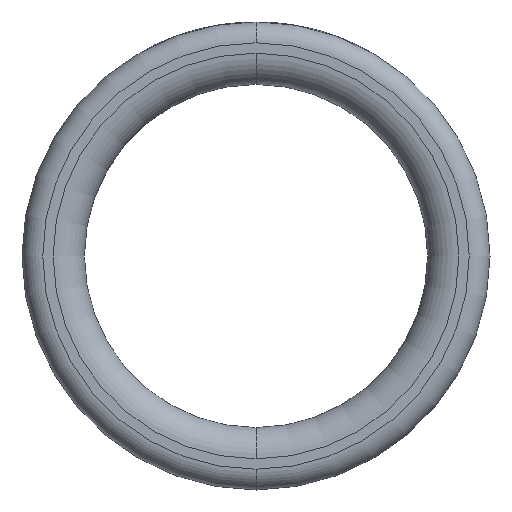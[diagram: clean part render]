
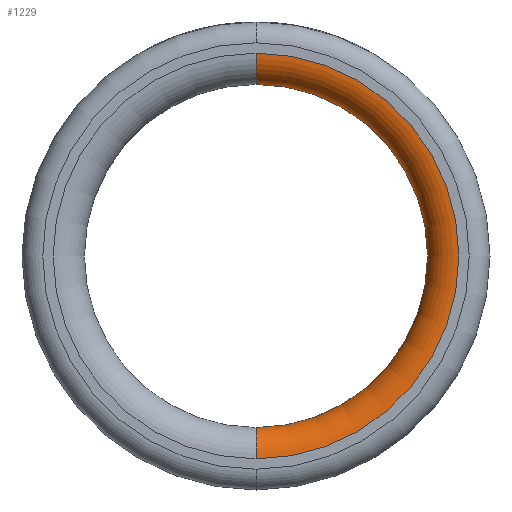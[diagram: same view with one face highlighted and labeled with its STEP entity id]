
A CAD part, front view. The second image highlights one B-rep face of the part: STEP entity #1229.
In plain terms, the highlighted toroidal (fillet/blend) face has major radius 19.5 mm and minor radius 3 mm.
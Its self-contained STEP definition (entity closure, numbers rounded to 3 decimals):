
#20 = DIRECTION ( 'NONE',  ( -1., 0., 0. ) ) ;
#77 = ORIENTED_EDGE ( 'NONE', *, *, #934, .T. ) ;
#99 = DIRECTION ( 'NONE',  ( 0., -1., 0. ) ) ;
#170 = CARTESIAN_POINT ( 'NONE',  ( 0., -24.463, 19.5 ) ) ;
#194 = CIRCLE ( 'NONE', #717, 3. ) ;
#221 = EDGE_CURVE ( 'NONE', #1584, #1449, #941, .T. ) ;
#225 = DIRECTION ( 'NONE',  ( 0., -1., 0. ) ) ;
#378 = CIRCLE ( 'NONE', #1234, 3. ) ;
#602 = CARTESIAN_POINT ( 'NONE',  ( 0., -27.463, 19.5 ) ) ;
#638 = CARTESIAN_POINT ( 'NONE',  ( 0., -24.463, -16.5 ) ) ;
#717 = AXIS2_PLACEMENT_3D ( 'NONE', #170, #2541, #1146 ) ;
#934 = EDGE_CURVE ( 'NONE', #2225, #1877, #2292, .T. ) ;
#940 = ORIENTED_EDGE ( 'NONE', *, *, #221, .F. ) ;
#941 = CIRCLE ( 'NONE', #1275, 16.5 ) ;
#998 = TOROIDAL_SURFACE ( 'NONE', #1528, 19.5, 3. ) ;
#1003 = EDGE_CURVE ( 'NONE', #1877, #1449, #194, .T. ) ;
#1047 = ORIENTED_EDGE ( 'NONE', *, *, #1148, .F. ) ;
#1114 = CARTESIAN_POINT ( 'NONE',  ( 0., -24.463, 16.5 ) ) ;
#1146 = DIRECTION ( 'NONE',  ( 0., 0., -1. ) ) ;
#1148 = EDGE_CURVE ( 'NONE', #2225, #1584, #378, .T. ) ;
#1217 = DIRECTION ( 'NONE',  ( 0., 0., -1. ) ) ;
#1229 = ADVANCED_FACE ( 'NONE', ( #2059 ), #998, .T. ) ;
#1234 = AXIS2_PLACEMENT_3D ( 'NONE', #2174, #20, #2377 ) ;
#1275 = AXIS2_PLACEMENT_3D ( 'NONE', #2060, #99, #2453 ) ;
#1341 = DIRECTION ( 'NONE',  ( 0., 0., -1. ) ) ;
#1449 = VERTEX_POINT ( 'NONE', #1114 ) ;
#1528 = AXIS2_PLACEMENT_3D ( 'NONE', #2194, #225, #1217 ) ;
#1584 = VERTEX_POINT ( 'NONE', #638 ) ;
#1877 = VERTEX_POINT ( 'NONE', #602 ) ;
#1938 = ORIENTED_EDGE ( 'NONE', *, *, #1003, .T. ) ;
#2059 = FACE_OUTER_BOUND ( 'NONE', #2335, .T. ) ;
#2060 = CARTESIAN_POINT ( 'NONE',  ( 0., -24.463, 0. ) ) ;
#2074 = CARTESIAN_POINT ( 'NONE',  ( 0., -27.463, -19.5 ) ) ;
#2162 = AXIS2_PLACEMENT_3D ( 'NONE', #2342, #2533, #1341 ) ;
#2174 = CARTESIAN_POINT ( 'NONE',  ( 0., -24.463, -19.5 ) ) ;
#2194 = CARTESIAN_POINT ( 'NONE',  ( 0., -24.463, 0. ) ) ;
#2225 = VERTEX_POINT ( 'NONE', #2074 ) ;
#2292 = CIRCLE ( 'NONE', #2162, 19.5 ) ;
#2335 = EDGE_LOOP ( 'NONE', ( #77, #1938, #940, #1047 ) ) ;
#2342 = CARTESIAN_POINT ( 'NONE',  ( 0., -27.463, 0. ) ) ;
#2377 = DIRECTION ( 'NONE',  ( 0., 0., 1. ) ) ;
#2453 = DIRECTION ( 'NONE',  ( 0., 0., -1. ) ) ;
#2533 = DIRECTION ( 'NONE',  ( 0., -1., 0. ) ) ;
#2541 = DIRECTION ( 'NONE',  ( 1., 0., 0. ) ) ;
